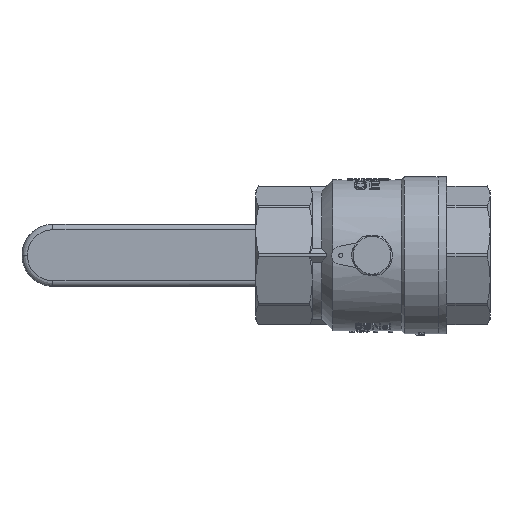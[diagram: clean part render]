
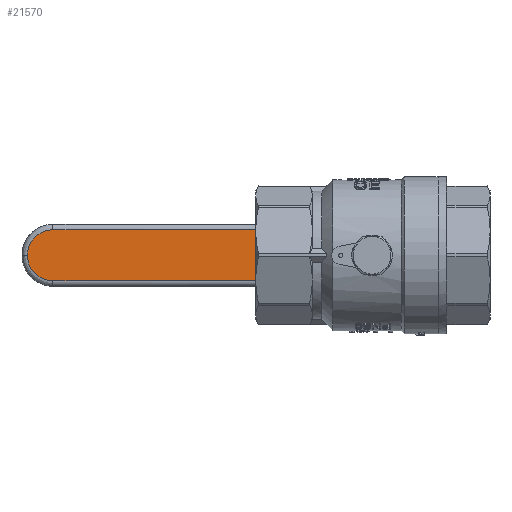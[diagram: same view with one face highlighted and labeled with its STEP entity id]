
A CAD part, front view. The second image highlights one B-rep face of the part: STEP entity #21570.
In plain terms, the highlighted planar face has unit normal (0, -1, 0).
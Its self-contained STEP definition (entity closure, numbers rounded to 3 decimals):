
#1637=PLANE('',#22989);
#2838=CIRCLE('',#22990,9.5);
#2839=CIRCLE('',#22991,9.5);
#3283=LINE('',#33946,#4669);
#3284=LINE('',#33948,#4670);
#3285=LINE('',#33950,#4671);
#4669=VECTOR('',#26180,1000.);
#4670=VECTOR('',#26181,1000.);
#4671=VECTOR('',#26182,1000.);
#6076=ORIENTED_EDGE('',*,*,#12893,.T.);
#6077=ORIENTED_EDGE('',*,*,#12894,.T.);
#6078=ORIENTED_EDGE('',*,*,#12895,.T.);
#6079=ORIENTED_EDGE('',*,*,#12896,.T.);
#6080=ORIENTED_EDGE('',*,*,#12897,.F.);
#12893=EDGE_CURVE('',#16298,#16299,#2838,.T.);
#12894=EDGE_CURVE('',#16299,#16300,#2839,.T.);
#12895=EDGE_CURVE('',#16300,#16301,#3283,.T.);
#12896=EDGE_CURVE('',#16301,#16302,#3284,.T.);
#12897=EDGE_CURVE('',#16298,#16302,#3285,.T.);
#16298=VERTEX_POINT('',#33942);
#16299=VERTEX_POINT('',#33943);
#16300=VERTEX_POINT('',#33945);
#16301=VERTEX_POINT('',#33947);
#16302=VERTEX_POINT('',#33949);
#18579=EDGE_LOOP('',(#6076,#6077,#6078,#6079,#6080));
#20007=FACE_BOUND('',#18579,.T.);
#21570=ADVANCED_FACE('',(#20007),#1637,.T.);
#22989=AXIS2_PLACEMENT_3D('',#33940,#26174,#26175);
#22990=AXIS2_PLACEMENT_3D('',#33941,#26176,#26177);
#22991=AXIS2_PLACEMENT_3D('',#33944,#26178,#26179);
#26174=DIRECTION('',(0.,-1.,0.));
#26175=DIRECTION('',(0.,0.,-1.));
#26176=DIRECTION('',(0.,-1.,0.));
#26177=DIRECTION('',(0.,0.,-1.));
#26178=DIRECTION('',(0.,-1.,0.));
#26179=DIRECTION('',(1.,0.,0.));
#26180=DIRECTION('',(-1.,0.,0.));
#26181=DIRECTION('',(0.,0.,-1.));
#26182=DIRECTION('',(-1.,0.,0.));
#33940=CARTESIAN_POINT('',(36.6,65.8,22.5));
#33941=CARTESIAN_POINT('',(118.5,65.8,22.5));
#33942=CARTESIAN_POINT('',(118.5,65.8,13.));
#33943=CARTESIAN_POINT('',(128.,65.8,22.5));
#33944=CARTESIAN_POINT('',(118.5,65.8,22.5));
#33945=CARTESIAN_POINT('',(118.5,65.8,32.));
#33946=CARTESIAN_POINT('',(78.664,65.8,32.));
#33947=CARTESIAN_POINT('',(37.328,65.8,32.));
#33948=CARTESIAN_POINT('',(37.328,65.8,22.5));
#33949=CARTESIAN_POINT('',(37.328,65.8,13.));
#33950=CARTESIAN_POINT('',(78.664,65.8,13.));
